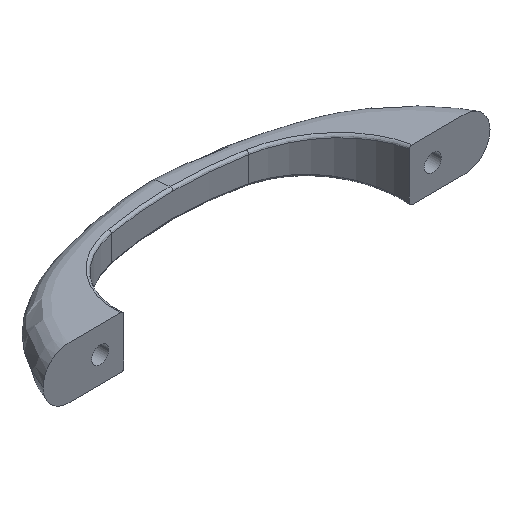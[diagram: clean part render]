
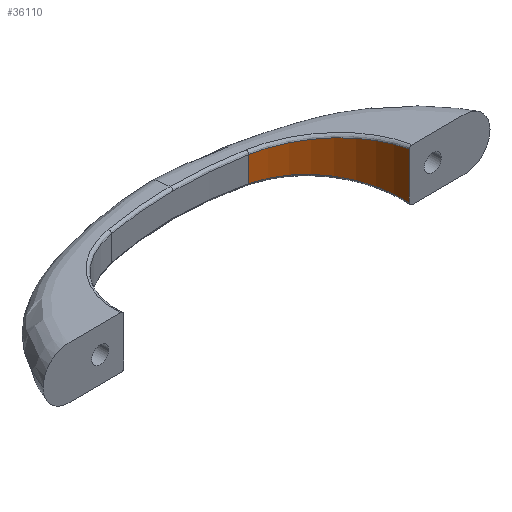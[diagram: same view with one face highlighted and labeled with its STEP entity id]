
A CAD part, isometric view. The second image highlights one B-rep face of the part: STEP entity #36110.
In plain terms, the highlighted cylindrical face has radius 18 mm (diameter 36 mm), a partial arc.
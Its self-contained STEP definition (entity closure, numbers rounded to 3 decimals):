
#17650=CARTESIAN_POINT('',(13.175,16.651,
2.421));
#17660=VERTEX_POINT('',#17650);
#17690=CARTESIAN_POINT('',(13.175,16.651,0.));
#17700=DIRECTION('',(-0.,-0.,-1.));
#17710=VECTOR('',#17700,1.);
#17720=LINE('',#17690,#17710);
#17730=CARTESIAN_POINT('',(13.175,16.651,
-2.421));
#17740=VERTEX_POINT('',#17730);
#17750=EDGE_CURVE('',#17660,#17740,#17720,.T.);
#19770=CARTESIAN_POINT('',(27.5,0.,
4.493));
#19780=VERTEX_POINT('',#19770);
#35120=CARTESIAN_POINT('',(27.5,0.,
-4.493));
#35130=VERTEX_POINT('',#35120);
#35160=CARTESIAN_POINT('',(27.5,0.,0.));
#35170=DIRECTION('',(-0.,-0.,-1.));
#35180=VECTOR('',#35170,1.);
#35190=LINE('',#35160,#35180);
#35200=EDGE_CURVE('',#19780,#35130,#35190,.T.);
#35400=CARTESIAN_POINT('',(9.526,-0.976,0.));
#35410=DIRECTION('',(0.,0.,1.));
#35420=DIRECTION('',(1.,0.,0.));
#35430=AXIS2_PLACEMENT_3D('',#35400,#35410,#35420);
#35440=CYLINDRICAL_SURFACE('',#35430,18.);
#35450=ORIENTED_EDGE('',*,*,#17750,.T.);
#35460=CARTESIAN_POINT('',(13.175,16.651,
2.421));
#35470=CARTESIAN_POINT('',(13.199,16.646,
2.422));
#35480=CARTESIAN_POINT('',(13.223,16.641,
2.423));
#35490=CARTESIAN_POINT('',(13.458,16.591,
2.429));
#35500=CARTESIAN_POINT('',(13.668,16.543,
2.435));
#35510=CARTESIAN_POINT('',(14.598,16.311,
2.464));
#35520=CARTESIAN_POINT('',(15.307,16.087,
2.491));
#35530=CARTESIAN_POINT('',(16.696,15.552,
2.558));
#35540=CARTESIAN_POINT('',(17.375,15.24,
2.597));
#35550=CARTESIAN_POINT('',(18.689,14.536,
2.684));
#35560=CARTESIAN_POINT('',(19.324,14.143,
2.733));
#35570=CARTESIAN_POINT('',(20.54,13.281,
2.841));
#35580=CARTESIAN_POINT('',(21.12,12.813,
2.899));
#35590=CARTESIAN_POINT('',(22.219,11.809,
3.024));
#35600=CARTESIAN_POINT('',(22.737,11.273,
3.09));
#35610=CARTESIAN_POINT('',(23.702,10.142,
3.231));
#35620=CARTESIAN_POINT('',(24.149,9.547,
3.305));
#35630=CARTESIAN_POINT('',(24.966,8.307,
3.459));
#35640=CARTESIAN_POINT('',(25.336,7.662,
3.54));
#35650=CARTESIAN_POINT('',(25.993,6.332,
3.705));
#35660=CARTESIAN_POINT('',(26.28,5.647,
3.79));
#35670=CARTESIAN_POINT('',(26.768,4.246,
3.965));
#35680=CARTESIAN_POINT('',(26.969,3.532,
4.054));
#35690=CARTESIAN_POINT('',(27.258,2.184,
4.221));
#35700=CARTESIAN_POINT('',(27.359,1.554,
4.3));
#35710=CARTESIAN_POINT('',(27.476,0.45,
4.437));
#35720=CARTESIAN_POINT('',(27.507,-0.023,
4.496));
#35730=CARTESIAN_POINT('',(27.52,-0.496,
4.555));
#35740=B_SPLINE_CURVE_WITH_KNOTS('',3,(#35460,#35470,#35480,#35490,
#35500,#35510,#35520,#35530,#35540,#35550,#35560,#35570,#35580,#35590,
#35600,#35610,#35620,#35630,#35640,#35650,#35660,#35670,#35680,#35690,
#35700,#35710,#35720,#35730),.UNSPECIFIED.,.F.,.F.,(4,2,2,2,2,2,2,2,2,2,
2,2,2,4),(0.,0.075,0.731,2.991,
5.262,7.534,9.806,12.078,
14.348,16.618,18.888,21.159,
23.111,24.561),.UNSPECIFIED.);
#35750=EDGE_CURVE('',#17660,#19780,#35740,.T.);
#35760=ORIENTED_EDGE('',*,*,#35750,.F.);
#35770=ORIENTED_EDGE('',*,*,#35200,.F.);
#35780=CARTESIAN_POINT('',(13.175,16.651,
-2.421));
#35790=CARTESIAN_POINT('',(13.199,16.646,
-2.422));
#35800=CARTESIAN_POINT('',(13.223,16.641,
-2.423));
#35810=CARTESIAN_POINT('',(13.458,16.591,
-2.429));
#35820=CARTESIAN_POINT('',(13.668,16.543,
-2.435));
#35830=CARTESIAN_POINT('',(14.598,16.311,
-2.464));
#35840=CARTESIAN_POINT('',(15.307,16.087,
-2.491));
#35850=CARTESIAN_POINT('',(16.696,15.552,
-2.558));
#35860=CARTESIAN_POINT('',(17.375,15.24,
-2.597));
#35870=CARTESIAN_POINT('',(18.689,14.536,
-2.684));
#35880=CARTESIAN_POINT('',(19.324,14.143,
-2.733));
#35890=CARTESIAN_POINT('',(20.54,13.281,
-2.841));
#35900=CARTESIAN_POINT('',(21.12,12.813,
-2.899));
#35910=CARTESIAN_POINT('',(22.219,11.809,
-3.024));
#35920=CARTESIAN_POINT('',(22.737,11.273,
-3.09));
#35930=CARTESIAN_POINT('',(23.702,10.142,
-3.231));
#35940=CARTESIAN_POINT('',(24.149,9.547,
-3.305));
#35950=CARTESIAN_POINT('',(24.966,8.307,
-3.459));
#35960=CARTESIAN_POINT('',(25.336,7.662,
-3.54));
#35970=CARTESIAN_POINT('',(25.993,6.332,
-3.705));
#35980=CARTESIAN_POINT('',(26.28,5.647,
-3.79));
#35990=CARTESIAN_POINT('',(26.768,4.246,
-3.965));
#36000=CARTESIAN_POINT('',(26.969,3.532,
-4.054));
#36010=CARTESIAN_POINT('',(27.258,2.184,
-4.221));
#36020=CARTESIAN_POINT('',(27.359,1.554,
-4.3));
#36030=CARTESIAN_POINT('',(27.476,0.45,
-4.437));
#36040=CARTESIAN_POINT('',(27.507,-0.023,
-4.496));
#36050=CARTESIAN_POINT('',(27.52,-0.496,
-4.555));
#36060=B_SPLINE_CURVE_WITH_KNOTS('',3,(#35780,#35790,#35800,#35810,
#35820,#35830,#35840,#35850,#35860,#35870,#35880,#35890,#35900,#35910,
#35920,#35930,#35940,#35950,#35960,#35970,#35980,#35990,#36000,#36010,
#36020,#36030,#36040,#36050),.UNSPECIFIED.,.F.,.F.,(4,2,2,2,2,2,2,2,2,2,
2,2,2,4),(0.,0.075,0.731,2.991,
5.262,7.534,9.806,12.078,
14.348,16.618,18.888,21.159,
23.111,24.561),.UNSPECIFIED.);
#36070=EDGE_CURVE('',#17740,#35130,#36060,.T.);
#36080=ORIENTED_EDGE('',*,*,#36070,.T.);
#36090=EDGE_LOOP('',(#36080,#35770,#35760,#35450));
#36100=FACE_OUTER_BOUND('',#36090,.T.);
#36110=ADVANCED_FACE('',(#36100),#35440,.F.);
